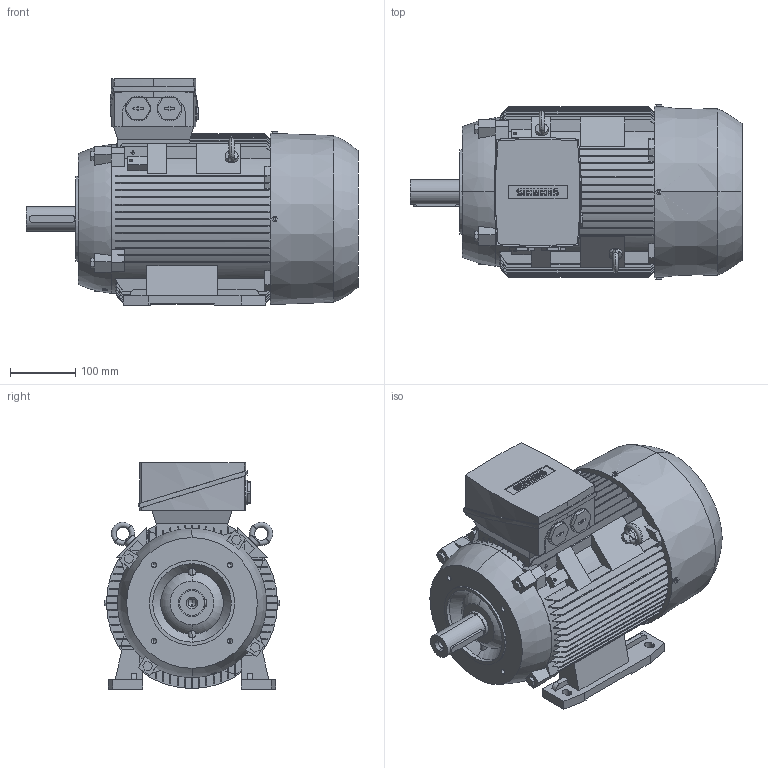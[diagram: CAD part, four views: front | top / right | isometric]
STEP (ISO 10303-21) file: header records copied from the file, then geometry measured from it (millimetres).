
FILE_DESCRIPTION(('STEP AP214'),'1');
FILE_NAME('cctmp_FE421F40-C563-4702-8832-276DE566BEF9_2023_06_27_09_11_32_0747..stp','2023-06-27T07:11:33',('SIEMENS A&D'),('CADClick - www.CADClick.com'),'Spatial InterOp 3D',' ','unknown authorization');
FILE_SCHEMA(('AUTOMOTIVE_DESIGN'));
Length unit declared in the file: millimetre
Products named in the file (1): 1
Bounding box: 508 x 269 x 346.5 mm (x, y, z)
Volume: 21560652.5 mm3; surface area: 962060.3 mm2
Topology: 7 solids, 7 shells, 984 faces, 2696 edges, 1768 vertices
Faces by surface type: plane 594, cylinder 232, torus 126, cone 28, sphere 4
Entity records: 45913 total; most frequent: CARTESIAN_POINT 13456, ORIENTED_EDGE 5372, DIRECTION 4735, EDGE_CURVE 2686, VERTEX_POINT 1768, LINE 1649, VECTOR 1649, AXIS2_PLACEMENT_3D 1543
